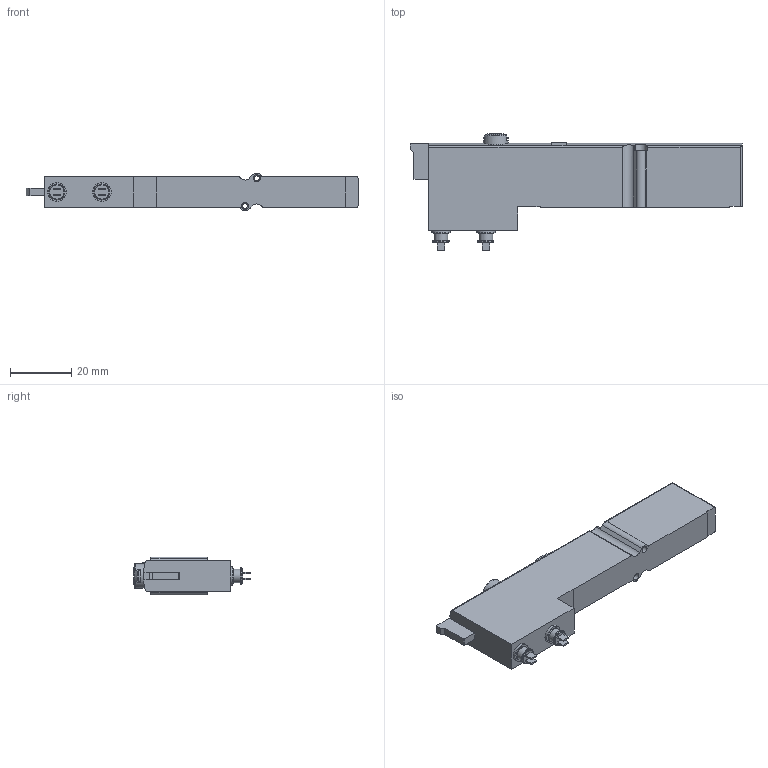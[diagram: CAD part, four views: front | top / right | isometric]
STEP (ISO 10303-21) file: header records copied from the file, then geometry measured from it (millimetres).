
FILE_DESCRIPTION(/* description */ ('STEP AP214'),/* implementation_level */ '2;1');
FILE_NAME(/* name */ '8126791_VMPA1-M1H-ES-PI',/* time_stamp */ '2024-09-16T18:34:17+02:00',/* author */ ('License CC BY-ND 4.0'),/* organization */ ('CADENAS'),/* preprocessor_version */ 'ST-DEVELOPER v19.3',/* originating_system */ 'PARTsolutions',/* authorisation */ ' ');
FILE_SCHEMA (('AUTOMOTIVE_DESIGN {1 0 10303 214 3 1 1}'));
Length unit declared in the file: millimetre
Products named in the file (1): 8126791 VMPA1-M1H-ES-PI---(24)
Bounding box: 108.5 x 38.19 x 12.4 mm (x, y, z)
Volume: 23563 mm3; surface area: 7957.4 mm2
Topology: 1 solids, 1 shells, 163 faces, 416 edges, 271 vertices
Faces by surface type: plane 91, cylinder 52, torus 11, cone 8, sphere 1
Full cylindrical faces by diameter (mm): 2.3 x4, 3.9 x1, 4.5 x2, 5.3 x2, 6.1 x2, 8.1 x1
Entity records: 4832 total; most frequent: CARTESIAN_POINT 911, DIRECTION 813, ORIENTED_EDGE 768, EDGE_CURVE 384, AXIS2_PLACEMENT_3D 290, VERTEX_POINT 267, LINE 233, VECTOR 233
